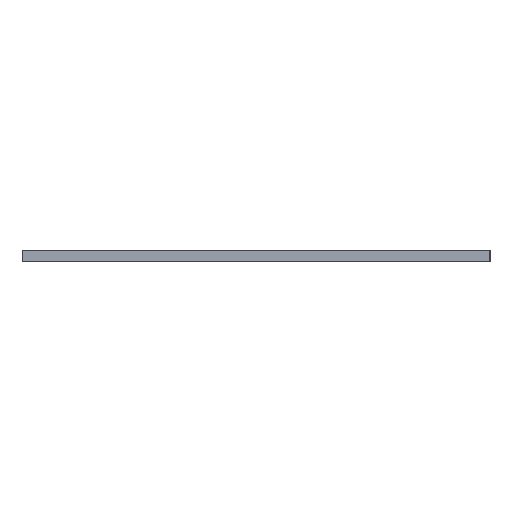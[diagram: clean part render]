
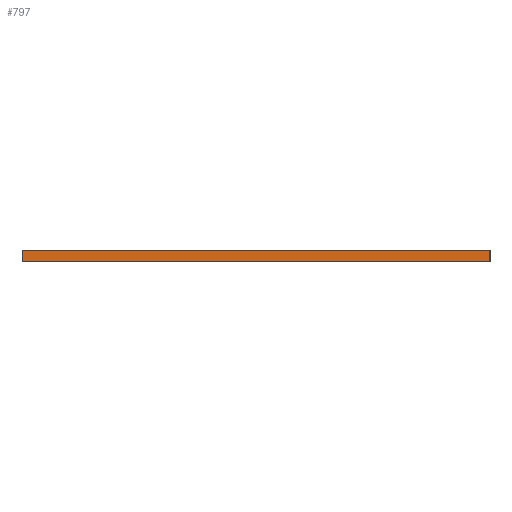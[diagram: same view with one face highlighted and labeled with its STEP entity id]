
A CAD part, left-side view. The second image highlights one B-rep face of the part: STEP entity #797.
In plain terms, the highlighted planar face has unit normal (-1, 0, 0).
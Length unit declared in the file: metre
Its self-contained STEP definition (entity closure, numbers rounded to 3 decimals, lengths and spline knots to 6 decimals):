
#97=ORIENTED_EDGE('',*,*,#343,.T.);
#98=ORIENTED_EDGE('',*,*,#344,.F.);
#99=ORIENTED_EDGE('',*,*,#345,.F.);
#100=ORIENTED_EDGE('',*,*,#340,.T.);
#340=EDGE_CURVE('',#464,#462,#545,.T.);
#343=EDGE_CURVE('',#462,#466,#548,.T.);
#344=EDGE_CURVE('',#467,#466,#549,.T.);
#345=EDGE_CURVE('',#464,#467,#550,.T.);
#462=VERTEX_POINT('',#992);
#464=VERTEX_POINT('',#995);
#466=VERTEX_POINT('',#1001);
#467=VERTEX_POINT('',#1003);
#545=LINE('',#994,#614);
#548=LINE('',#1000,#617);
#549=LINE('',#1002,#618);
#550=LINE('',#1004,#619);
#614=VECTOR('',#879,1.);
#617=VECTOR('',#884,1.);
#618=VECTOR('',#885,1.);
#619=VECTOR('',#886,1.);
#683=EDGE_LOOP('',(#97,#98,#99,#100));
#732=FACE_BOUND('',#683,.T.);
#781=PLANE('',#853);
#797=ADVANCED_FACE('',(#732),#781,.F.);
#853=AXIS2_PLACEMENT_3D('',#999,#882,#883);
#879=DIRECTION('',(0.,0.,-1.));
#882=DIRECTION('',(1.,0.,0.));
#883=DIRECTION('',(0.,0.,-1.));
#884=DIRECTION('',(0.,-1.,0.));
#885=DIRECTION('',(0.,0.,-1.));
#886=DIRECTION('',(0.,-1.,0.));
#992=CARTESIAN_POINT('',(-0.035906,-0.054112,0.));
#994=CARTESIAN_POINT('',(-0.035906,-0.054112,0.001));
#995=CARTESIAN_POINT('',(-0.035906,-0.054112,0.001));
#999=CARTESIAN_POINT('',(-0.035906,-0.074487,0.001));
#1000=CARTESIAN_POINT('',(-0.035906,-0.074487,0.));
#1001=CARTESIAN_POINT('',(-0.035906,-0.094862,0.));
#1002=CARTESIAN_POINT('',(-0.035906,-0.094862,0.001));
#1003=CARTESIAN_POINT('',(-0.035906,-0.094862,0.001));
#1004=CARTESIAN_POINT('',(-0.035906,-0.074487,0.001));
